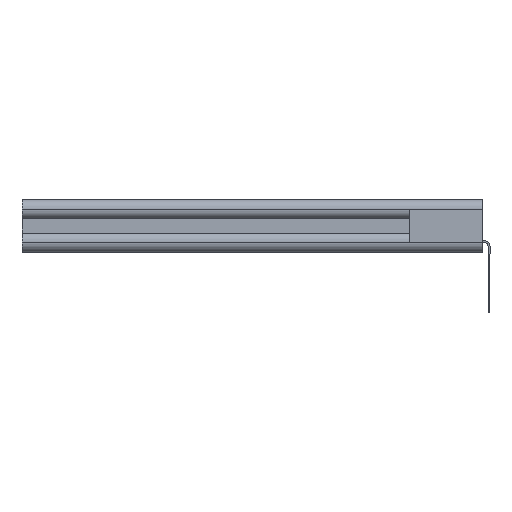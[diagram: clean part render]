
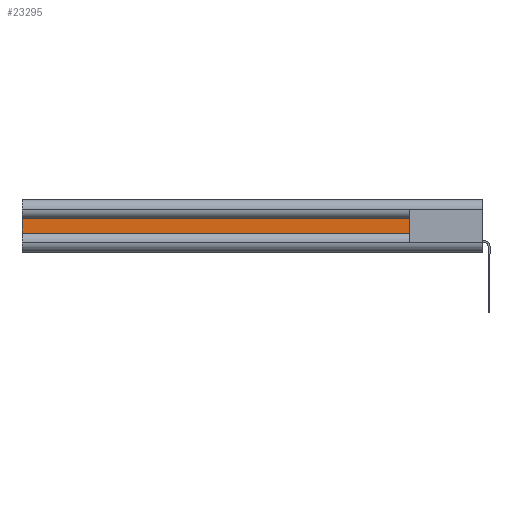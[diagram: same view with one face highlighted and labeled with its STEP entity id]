
A CAD part, left-side view. The second image highlights one B-rep face of the part: STEP entity #23295.
In plain terms, the highlighted planar face has unit normal (-1, 0, 0).
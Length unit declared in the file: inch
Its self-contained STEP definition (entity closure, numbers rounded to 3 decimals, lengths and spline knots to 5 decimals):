
#3 = VECTOR ( 'NONE', #19882, 39.37008 ) ;
#3524 = AXIS2_PLACEMENT_3D ( 'NONE', #4465, #17365, #6278 ) ;
#3527 = VERTEX_POINT ( 'NONE', #15889 ) ;
#4244 = EDGE_CURVE ( 'NONE', #4530, #3527, #12605, .T. ) ;
#4465 = CARTESIAN_POINT ( 'NONE',  ( 0.044, 0.37012, -0.0465 ) ) ;
#4530 = VERTEX_POINT ( 'NONE', #20020 ) ;
#4811 = DIRECTION ( 'NONE',  ( 0., 0., -1. ) ) ;
#5434 = VECTOR ( 'NONE', #4811, 39.37008 ) ;
#6278 = DIRECTION ( 'NONE',  ( 0., 0., -1. ) ) ;
#6575 = VECTOR ( 'NONE', #19298, 39.37008 ) ;
#6981 = CARTESIAN_POINT ( 'NONE',  ( 0.044, 3., -0.0465 ) ) ;
#10118 = DIRECTION ( 'NONE',  ( 0., 1., 0. ) ) ;
#11604 = LINE ( 'NONE', #15654, #6575 ) ;
#12579 = FACE_OUTER_BOUND ( 'NONE', #22718, .T. ) ;
#12605 = LINE ( 'NONE', #22849, #16905 ) ;
#14004 = CARTESIAN_POINT ( 'NONE',  ( 0.044, 3., -0.0465 ) ) ;
#14075 = ORIENTED_EDGE ( 'NONE', *, *, #20835, .T. ) ;
#14525 = ORIENTED_EDGE ( 'NONE', *, *, #17326, .F. ) ;
#14828 = LINE ( 'NONE', #6981, #3 ) ;
#15654 = CARTESIAN_POINT ( 'NONE',  ( 0.044, 0.37012, -0.0465 ) ) ;
#15733 = CARTESIAN_POINT ( 'NONE',  ( 0.044, 0.473, -0.0465 ) ) ;
#15889 = CARTESIAN_POINT ( 'NONE',  ( 0.044, 3., 0.0465 ) ) ;
#15890 = CARTESIAN_POINT ( 'NONE',  ( 0.044, 0.473, -0.0465 ) ) ;
#16453 = LINE ( 'NONE', #15890, #5434 ) ;
#16905 = VECTOR ( 'NONE', #10118, 39.37008 ) ;
#17251 = EDGE_CURVE ( 'NONE', #22762, #21330, #11604, .T. ) ;
#17326 = EDGE_CURVE ( 'NONE', #4530, #22762, #16453, .T. ) ;
#17365 = DIRECTION ( 'NONE',  ( 1., 0., 0. ) ) ;
#18021 = ORIENTED_EDGE ( 'NONE', *, *, #4244, .T. ) ;
#18745 = ORIENTED_EDGE ( 'NONE', *, *, #17251, .F. ) ;
#19298 = DIRECTION ( 'NONE',  ( 0., 1., 0. ) ) ;
#19882 = DIRECTION ( 'NONE',  ( 0., 0., -1. ) ) ;
#20020 = CARTESIAN_POINT ( 'NONE',  ( 0.044, 0.473, 0.0465 ) ) ;
#20835 = EDGE_CURVE ( 'NONE', #3527, #21330, #14828, .T. ) ;
#21330 = VERTEX_POINT ( 'NONE', #14004 ) ;
#22702 = PLANE ( 'NONE',  #3524 ) ;
#22718 = EDGE_LOOP ( 'NONE', ( #18021, #14075, #18745, #14525 ) ) ;
#22762 = VERTEX_POINT ( 'NONE', #15733 ) ;
#22849 = CARTESIAN_POINT ( 'NONE',  ( 0.044, 0.37012, 0.0465 ) ) ;
#23295 = ADVANCED_FACE ( 'NONE', ( #12579 ), #22702, .F. ) ;
